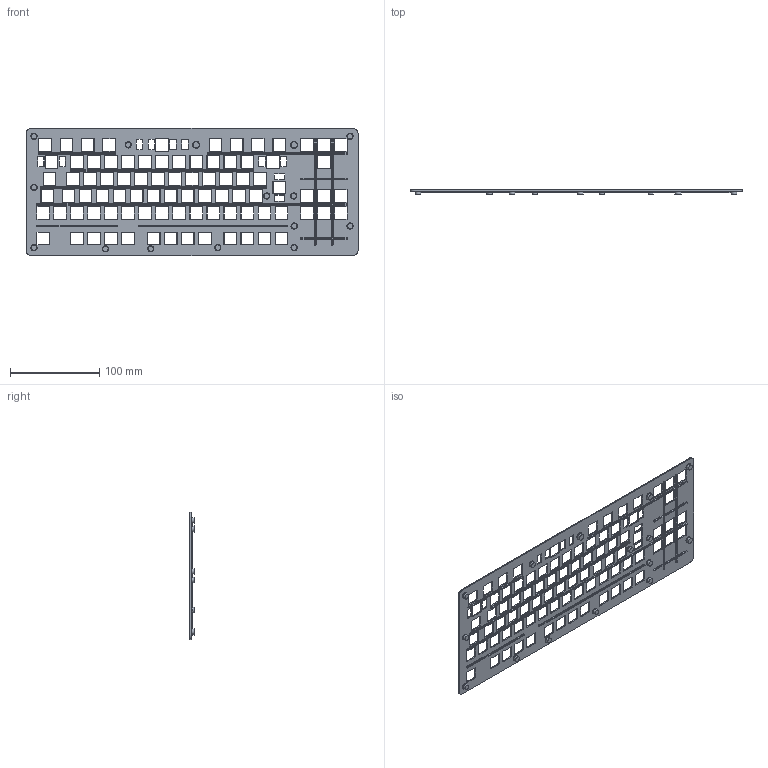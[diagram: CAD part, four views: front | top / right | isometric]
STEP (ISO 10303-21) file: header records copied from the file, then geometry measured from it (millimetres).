
FILE_DESCRIPTION(/* description */ (''),/* implementation_level */ '2;1');
FILE_NAME(/* name */ 'Plate.step',/* time_stamp */ '2021-09-14T00:07:16+09:00',/* author */ ('shiok'),/* organization */ (''),/* preprocessor_version */ 'ST-DEVELOPER v18.1',/* originating_system */ 'Autodesk Inventor 2022',/* authorisation */ '');
FILE_SCHEMA (('AUTOMOTIVE_DESIGN { 1 0 10303 214 3 1 1 }'));
Products named in the file (1): Plate
Bounding box: 371.48 x 5 x 142.24 mm (x, y, z)
Volume: 57308.8 mm3; surface area: 84221.1 mm2
Topology: 1 solids, 1 shells, 2704 faces, 6290 edges, 3612 vertices
Faces by surface type: plane 1270, cone 776, cylinder 563, torus 63, sphere 32
Full cylindrical faces by diameter (mm): 6 x13, 7 x2
Entity records: 75366 total; most frequent: DIRECTION 13695, CARTESIAN_POINT 12607, ORIENTED_EDGE 12580, EDGE_CURVE 6290, AXIS2_PLACEMENT_3D 4700, LINE 4295, VECTOR 4295, VERTEX_POINT 3612
